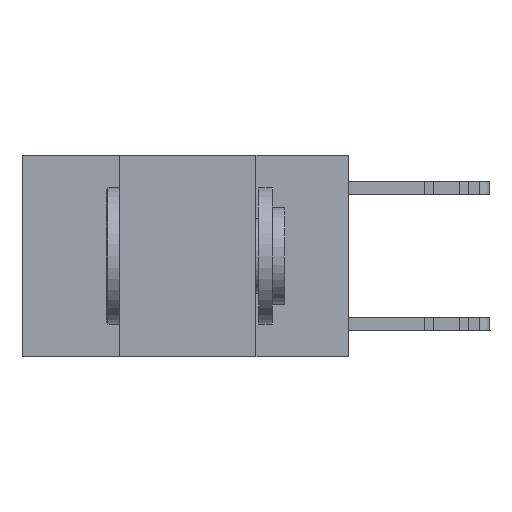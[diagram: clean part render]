
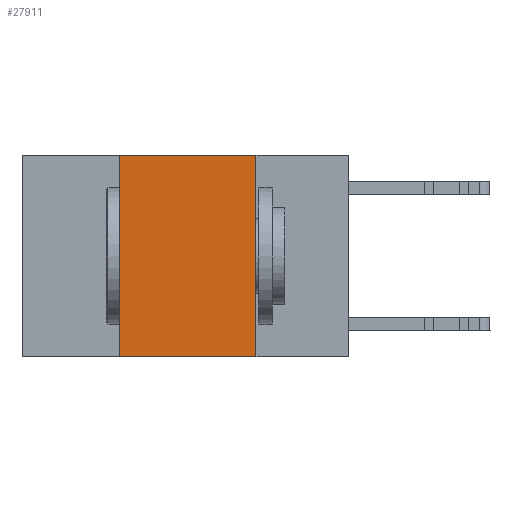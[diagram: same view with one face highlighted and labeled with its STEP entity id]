
A CAD part, left-side view. The second image highlights one B-rep face of the part: STEP entity #27911.
In plain terms, the highlighted planar face has unit normal (-1, 0, 0).
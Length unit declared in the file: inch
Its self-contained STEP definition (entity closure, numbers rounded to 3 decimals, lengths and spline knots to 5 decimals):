
#297 = EDGE_CURVE ( 'NONE', #28588, #14630, #15051, .T. ) ;
#879 = EDGE_CURVE ( 'NONE', #28588, #15768, #7495, .T. ) ;
#1825 = CARTESIAN_POINT ( 'NONE',  ( 0., 0.6, 0. ) ) ;
#4182 = CARTESIAN_POINT ( 'NONE',  ( 0., 0.17, 0. ) ) ;
#4304 = DIRECTION ( 'NONE',  ( 0., 0., -1. ) ) ;
#4403 = DIRECTION ( 'NONE',  ( 0., 0., -1. ) ) ;
#6370 = CARTESIAN_POINT ( 'NONE',  ( 0., 0.42, 0. ) ) ;
#6594 = EDGE_LOOP ( 'NONE', ( #15127, #13959, #13798, #16488 ) ) ;
#6985 = EDGE_CURVE ( 'NONE', #10879, #15768, #21644, .T. ) ;
#7273 = VECTOR ( 'NONE', #9917, 39.37008 ) ;
#7495 = LINE ( 'NONE', #9983, #7273 ) ;
#7675 = EDGE_CURVE ( 'NONE', #14630, #10879, #13997, .T. ) ;
#9917 = DIRECTION ( 'NONE',  ( 0., -1., 0. ) ) ;
#9983 = CARTESIAN_POINT ( 'NONE',  ( 0., 0.6, -0.37 ) ) ;
#10879 = VERTEX_POINT ( 'NONE', #18880 ) ;
#13510 = VECTOR ( 'NONE', #24352, 39.37008 ) ;
#13798 = ORIENTED_EDGE ( 'NONE', *, *, #297, .F. ) ;
#13959 = ORIENTED_EDGE ( 'NONE', *, *, #7675, .F. ) ;
#13965 = PLANE ( 'NONE',  #22479 ) ;
#13997 = LINE ( 'NONE', #24099, #13510 ) ;
#14630 = VERTEX_POINT ( 'NONE', #6370 ) ;
#15051 = LINE ( 'NONE', #26315, #15077 ) ;
#15077 = VECTOR ( 'NONE', #25987, 39.37008 ) ;
#15127 = ORIENTED_EDGE ( 'NONE', *, *, #6985, .F. ) ;
#15768 = VERTEX_POINT ( 'NONE', #26613 ) ;
#16272 = CARTESIAN_POINT ( 'NONE',  ( 0., 0.42, -0.37 ) ) ;
#16488 = ORIENTED_EDGE ( 'NONE', *, *, #879, .T. ) ;
#18817 = DIRECTION ( 'NONE',  ( 1., 0., 0. ) ) ;
#18880 = CARTESIAN_POINT ( 'NONE',  ( 0., 0.17, 0. ) ) ;
#21414 = VECTOR ( 'NONE', #4403, 39.37008 ) ;
#21644 = LINE ( 'NONE', #4182, #21414 ) ;
#22479 = AXIS2_PLACEMENT_3D ( 'NONE', #1825, #18817, #4304 ) ;
#24099 = CARTESIAN_POINT ( 'NONE',  ( 0., 0.6, 0. ) ) ;
#24352 = DIRECTION ( 'NONE',  ( 0., -1., 0. ) ) ;
#25987 = DIRECTION ( 'NONE',  ( 0., 0., 1. ) ) ;
#26315 = CARTESIAN_POINT ( 'NONE',  ( 0., 0.42, 0. ) ) ;
#26613 = CARTESIAN_POINT ( 'NONE',  ( 0., 0.17, -0.37 ) ) ;
#27911 = ADVANCED_FACE ( 'NONE', ( #29104 ), #13965, .F. ) ;
#28588 = VERTEX_POINT ( 'NONE', #16272 ) ;
#29104 = FACE_OUTER_BOUND ( 'NONE', #6594, .T. ) ;
